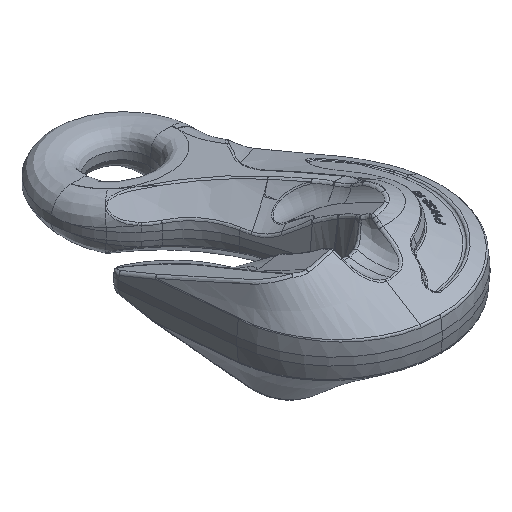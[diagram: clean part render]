
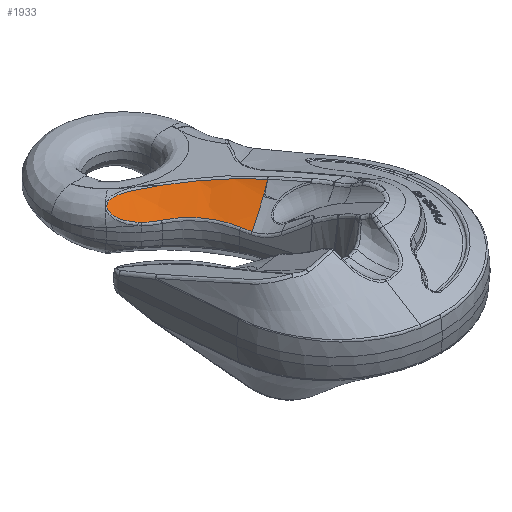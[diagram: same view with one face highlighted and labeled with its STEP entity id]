
A CAD part, isometric view. The second image highlights one B-rep face of the part: STEP entity #1933.
In plain terms, the highlighted free-form (B-spline) face has degree [3, 3] with [4, 4] control points.
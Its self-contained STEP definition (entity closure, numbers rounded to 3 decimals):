
#177=(
BOUNDED_SURFACE()
B_SPLINE_SURFACE(3,3,((#18607,#18608,#18609,#18610),(#18611,#18612,#18613,
#18614),(#18615,#18616,#18617,#18618),(#18619,#18620,#18621,#18622)),
 .UNSPECIFIED.,.F.,.F.,.F.)
B_SPLINE_SURFACE_WITH_KNOTS((4,4),(4,4),(0.,1.),(0.,1.),.UNSPECIFIED.)
GEOMETRIC_REPRESENTATION_ITEM()
RATIONAL_B_SPLINE_SURFACE(((1.,0.962,0.962,1.),
(0.993,0.956,0.956,0.993),
(0.993,0.956,0.956,0.993),
(1.,0.962,0.962,1.)))
REPRESENTATION_ITEM('')
SURFACE()
);
#668=CIRCLE('',#9383,145.);
#1383=FACE_OUTER_BOUND('',#2609,.T.);
#1933=ADVANCED_FACE('',(#1383),#177,.T.);
#2609=EDGE_LOOP('',(#3584,#3585,#3586,#3587,#3588,#3589,#3590,#3591));
#3584=ORIENTED_EDGE('',*,*,#7241,.T.);
#3585=ORIENTED_EDGE('',*,*,#7242,.T.);
#3586=ORIENTED_EDGE('',*,*,#7243,.F.);
#3587=ORIENTED_EDGE('',*,*,#7244,.F.);
#3588=ORIENTED_EDGE('',*,*,#7245,.T.);
#3589=ORIENTED_EDGE('',*,*,#7246,.T.);
#3590=ORIENTED_EDGE('',*,*,#7247,.T.);
#3591=ORIENTED_EDGE('',*,*,#7248,.T.);
#6318=VERTEX_POINT('',#18545);
#6319=VERTEX_POINT('',#18546);
#6320=VERTEX_POINT('',#18554);
#6321=VERTEX_POINT('',#18567);
#6322=VERTEX_POINT('',#18569);
#6323=VERTEX_POINT('',#18576);
#6324=VERTEX_POINT('',#18597);
#6325=VERTEX_POINT('',#18602);
#7241=EDGE_CURVE('',#6318,#6319,#8625,.T.);
#7242=EDGE_CURVE('',#6319,#6320,#8626,.T.);
#7243=EDGE_CURVE('',#6321,#6320,#8627,.T.);
#7244=EDGE_CURVE('',#6322,#6321,#668,.T.);
#7245=EDGE_CURVE('',#6322,#6323,#8628,.T.);
#7246=EDGE_CURVE('',#6323,#6324,#8629,.T.);
#7247=EDGE_CURVE('',#6324,#6325,#8630,.T.);
#7248=EDGE_CURVE('',#6325,#6318,#8631,.T.);
#8625=B_SPLINE_CURVE_WITH_KNOTS('',3,(#18535,#18536,#18537,#18538,#18539,
#18540,#18541,#18542,#18543,#18544),.UNSPECIFIED.,.F.,.F.,(4,2,2,2,4),(0.,
0.25,0.5,0.75,1.),.UNSPECIFIED.);
#8626=B_SPLINE_CURVE_WITH_KNOTS('',3,(#18547,#18548,#18549,#18550,#18551,
#18552,#18553),.UNSPECIFIED.,.F.,.F.,(4,3,4),(0.,0.627,1.),
 .UNSPECIFIED.);
#8627=B_SPLINE_CURVE_WITH_KNOTS('',3,(#18555,#18556,#18557,#18558,#18559,
#18560,#18561,#18562,#18563,#18564,#18565,#18566),.UNSPECIFIED.,.F.,.F.,
(4,1,1,1,1,1,1,1,1,4),(0.,0.062,0.162,0.212,
0.261,0.361,0.461,0.66,
0.859,1.),.UNSPECIFIED.);
#8628=B_SPLINE_CURVE_WITH_KNOTS('',3,(#18570,#18571,#18572,#18573,#18574,
#18575),.UNSPECIFIED.,.F.,.F.,(4,2,4),(0.,0.5,1.),.UNSPECIFIED.);
#8629=B_SPLINE_CURVE_WITH_KNOTS('',3,(#18577,#18578,#18579,#18580,#18581,
#18582,#18583,#18584,#18585,#18586,#18587,#18588,#18589,#18590,#18591,#18592,
#18593,#18594,#18595,#18596),.UNSPECIFIED.,.F.,.F.,(4,2,2,2,2,2,2,2,2,4),
(0.,0.25,0.375,0.5,0.563,0.625,0.688,0.75,0.875,1.),.UNSPECIFIED.);
#8630=B_SPLINE_CURVE_WITH_KNOTS('',3,(#18598,#18599,#18600,#18601),
 .UNSPECIFIED.,.F.,.F.,(4,4),(0.,1.),.UNSPECIFIED.);
#8631=B_SPLINE_CURVE_WITH_KNOTS('',3,(#18603,#18604,#18605,#18606),
 .UNSPECIFIED.,.F.,.F.,(4,4),(0.,1.),.UNSPECIFIED.);
#9383=AXIS2_PLACEMENT_3D('',#18568,#9868,#9869);
#9868=DIRECTION('',(-0.392,0.92,0.));
#9869=DIRECTION('',(0.,0.,1.));
#18535=CARTESIAN_POINT('',(-28.535,-69.888,12.01));
#18536=CARTESIAN_POINT('',(-24.339,-72.656,12.528));
#18537=CARTESIAN_POINT('',(-20.391,-75.787,12.919));
#18538=CARTESIAN_POINT('',(-13.148,-82.624,13.419));
#18539=CARTESIAN_POINT('',(-9.828,-86.344,13.532));
#18540=CARTESIAN_POINT('',(-3.807,-94.411,13.469));
#18541=CARTESIAN_POINT('',(-1.158,-98.701,13.291));
#18542=CARTESIAN_POINT('',(3.324,-107.581,12.67));
#18543=CARTESIAN_POINT('',(5.18,-112.2,12.227));
#18544=CARTESIAN_POINT('',(6.64,-117.004,11.656));
#18545=CARTESIAN_POINT('',(-28.535,-69.888,12.01));
#18546=CARTESIAN_POINT('',(6.64,-117.004,11.656));
#18547=CARTESIAN_POINT('',(6.64,-117.004,11.656));
#18548=CARTESIAN_POINT('',(7.218,-118.905,11.43));
#18549=CARTESIAN_POINT('',(7.8,-120.809,11.233));
#18550=CARTESIAN_POINT('',(8.387,-122.714,11.065));
#18551=CARTESIAN_POINT('',(8.736,-123.848,10.964));
#18552=CARTESIAN_POINT('',(9.087,-124.983,10.874));
#18553=CARTESIAN_POINT('',(9.44,-126.118,10.794));
#18554=CARTESIAN_POINT('',(9.44,-126.118,10.794));
#18555=CARTESIAN_POINT('',(29.238,-117.681,28.29));
#18556=CARTESIAN_POINT('',(28.862,-117.841,27.887));
#18557=CARTESIAN_POINT('',(27.876,-118.262,26.842));
#18558=CARTESIAN_POINT('',(26.566,-118.82,25.497));
#18559=CARTESIAN_POINT('',(25.315,-119.353,24.249));
#18560=CARTESIAN_POINT('',(24.053,-119.891,23.014));
#18561=CARTESIAN_POINT('',(22.455,-120.572,21.494));
#18562=CARTESIAN_POINT('',(19.856,-121.679,19.117));
#18563=CARTESIAN_POINT('',(16.531,-123.096,16.246));
#18564=CARTESIAN_POINT('',(12.826,-124.675,13.292));
#18565=CARTESIAN_POINT('',(10.437,-125.693,11.514));
#18566=CARTESIAN_POINT('',(9.44,-126.118,10.794));
#18567=CARTESIAN_POINT('',(29.238,-117.681,28.291));
#18568=CARTESIAN_POINT('',(-64.424,-157.594,131.535));
#18569=CARTESIAN_POINT('',(37.575,-114.128,38.09));
#18570=CARTESIAN_POINT('',(37.575,-114.128,38.09));
#18571=CARTESIAN_POINT('',(31.165,-102.829,36.349));
#18572=CARTESIAN_POINT('',(23.702,-92.337,34.734));
#18573=CARTESIAN_POINT('',(6.74,-72.913,31.743));
#18574=CARTESIAN_POINT('',(-2.827,-63.945,30.363));
#18575=CARTESIAN_POINT('',(-13.197,-56.023,29.144));
#18576=CARTESIAN_POINT('',(-13.197,-56.023,29.144));
#18577=CARTESIAN_POINT('',(-13.197,-56.023,29.144));
#18578=CARTESIAN_POINT('',(-18.129,-52.256,28.565));
#18579=CARTESIAN_POINT('',(-23.242,-48.722,28.021));
#18580=CARTESIAN_POINT('',(-31.146,-43.793,27.262));
#18581=CARTESIAN_POINT('',(-33.829,-42.219,27.009));
#18582=CARTESIAN_POINT('',(-39.336,-39.392,26.332));
#18583=CARTESIAN_POINT('',(-42.173,-38.11,25.924));
#18584=CARTESIAN_POINT('',(-46.528,-36.915,24.809));
#18585=CARTESIAN_POINT('',(-48.023,-36.636,24.342));
#18586=CARTESIAN_POINT('',(-50.875,-36.669,23.056));
#18587=CARTESIAN_POINT('',(-52.249,-37.024,22.197));
#18588=CARTESIAN_POINT('',(-54.019,-38.696,20.222));
#18589=CARTESIAN_POINT('',(-54.349,-39.948,19.186));
#18590=CARTESIAN_POINT('',(-54.22,-42.534,17.422));
#18591=CARTESIAN_POINT('',(-53.816,-43.859,16.678));
#18592=CARTESIAN_POINT('',(-52.124,-47.789,14.725));
#18593=CARTESIAN_POINT('',(-50.419,-50.251,13.837));
#18594=CARTESIAN_POINT('',(-46.596,-54.961,12.483));
#18595=CARTESIAN_POINT('',(-44.474,-57.175,12.041));
#18596=CARTESIAN_POINT('',(-42.215,-59.301,11.766));
#18597=CARTESIAN_POINT('',(-42.215,-59.301,11.766));
#18598=CARTESIAN_POINT('',(-42.222,-59.3,11.764));
#18599=CARTESIAN_POINT('',(-41.62,-59.867,11.69));
#18600=CARTESIAN_POINT('',(-41.008,-60.428,11.628));
#18601=CARTESIAN_POINT('',(-40.388,-60.984,11.576));
#18602=CARTESIAN_POINT('',(-40.389,-60.985,11.576));
#18603=CARTESIAN_POINT('',(-40.39,-60.986,11.575));
#18604=CARTESIAN_POINT('',(-36.632,-64.218,11.339));
#18605=CARTESIAN_POINT('',(-32.653,-67.171,11.501));
#18606=CARTESIAN_POINT('',(-28.535,-69.888,12.01));
#18607=CARTESIAN_POINT('',(9.251,-126.198,10.657));
#18608=CARTESIAN_POINT('',(-4.802,-93.221,10.657));
#18609=CARTESIAN_POINT('',(-28.976,-66.752,10.657));
#18610=CARTESIAN_POINT('',(-60.548,-49.775,10.657));
#18611=CARTESIAN_POINT('',(19.928,-121.648,18.347));
#18612=CARTESIAN_POINT('',(4.832,-86.223,18.347));
#18613=CARTESIAN_POINT('',(-21.136,-57.79,18.347));
#18614=CARTESIAN_POINT('',(-55.051,-39.553,18.347));
#18615=CARTESIAN_POINT('',(29.484,-117.576,27.617));
#18616=CARTESIAN_POINT('',(13.454,-79.961,27.617));
#18617=CARTESIAN_POINT('',(-14.12,-49.77,27.617));
#18618=CARTESIAN_POINT('',(-50.132,-30.405,27.617));
#18619=CARTESIAN_POINT('',(37.721,-114.066,38.278));
#18620=CARTESIAN_POINT('',(20.887,-74.562,38.278));
#18621=CARTESIAN_POINT('',(-8.071,-42.855,38.278));
#18622=CARTESIAN_POINT('',(-45.891,-22.518,38.278));
